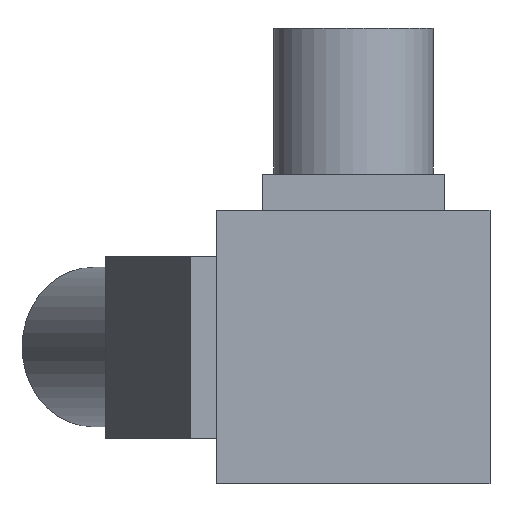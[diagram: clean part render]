
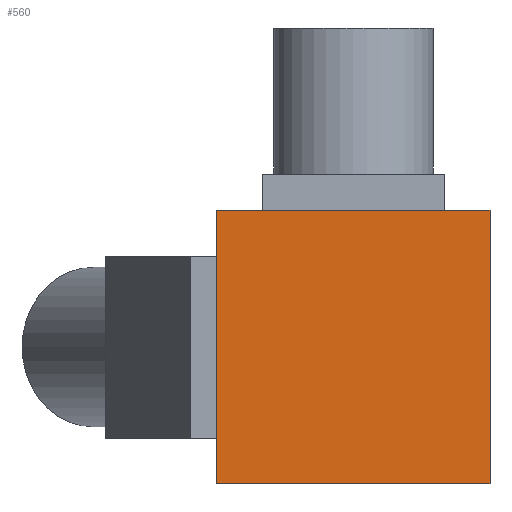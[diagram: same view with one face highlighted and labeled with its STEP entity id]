
A CAD part, front view. The second image highlights one B-rep face of the part: STEP entity #560.
In plain terms, the highlighted planar face has unit normal (0, -1, 0).
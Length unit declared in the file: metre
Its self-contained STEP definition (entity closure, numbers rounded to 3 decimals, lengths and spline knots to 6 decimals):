
#17=PLANE('',#608);
#60=LINE('',#859,#123);
#62=LINE('',#863,#125);
#63=LINE('',#865,#126);
#64=LINE('',#867,#127);
#123=VECTOR('',#681,1.);
#125=VECTOR('',#685,1.);
#126=VECTOR('',#686,1.);
#127=VECTOR('',#687,1.);
#195=ORIENTED_EDGE('',*,*,#344,.T.);
#196=ORIENTED_EDGE('',*,*,#345,.F.);
#197=ORIENTED_EDGE('',*,*,#346,.F.);
#198=ORIENTED_EDGE('',*,*,#342,.T.);
#342=EDGE_CURVE('',#416,#415,#60,.T.);
#344=EDGE_CURVE('',#415,#417,#62,.T.);
#345=EDGE_CURVE('',#418,#417,#63,.T.);
#346=EDGE_CURVE('',#416,#418,#64,.T.);
#415=VERTEX_POINT('',#858);
#416=VERTEX_POINT('',#860);
#417=VERTEX_POINT('',#864);
#418=VERTEX_POINT('',#866);
#466=EDGE_LOOP('',(#195,#196,#197,#198));
#511=FACE_BOUND('',#466,.T.);
#560=ADVANCED_FACE('',(#511),#17,.F.);
#608=AXIS2_PLACEMENT_3D('',#862,#683,#684);
#681=DIRECTION('',(0.,0.,-1.));
#683=DIRECTION('',(0.,1.,0.));
#684=DIRECTION('',(0.,0.,1.));
#685=DIRECTION('',(1.,0.,0.));
#686=DIRECTION('',(0.,0.,-1.));
#687=DIRECTION('',(1.,0.,0.));
#858=CARTESIAN_POINT('',(-0.0381,-0.0381,-0.0381));
#859=CARTESIAN_POINT('',(-0.0381,-0.0381,0.0381));
#860=CARTESIAN_POINT('',(-0.0381,-0.0381,0.0381));
#862=CARTESIAN_POINT('',(0.,-0.0381,0.0381));
#863=CARTESIAN_POINT('',(0.,-0.0381,-0.0381));
#864=CARTESIAN_POINT('',(0.0381,-0.0381,-0.0381));
#865=CARTESIAN_POINT('',(0.0381,-0.0381,0.0381));
#866=CARTESIAN_POINT('',(0.0381,-0.0381,0.0381));
#867=CARTESIAN_POINT('',(0.,-0.0381,0.0381));
